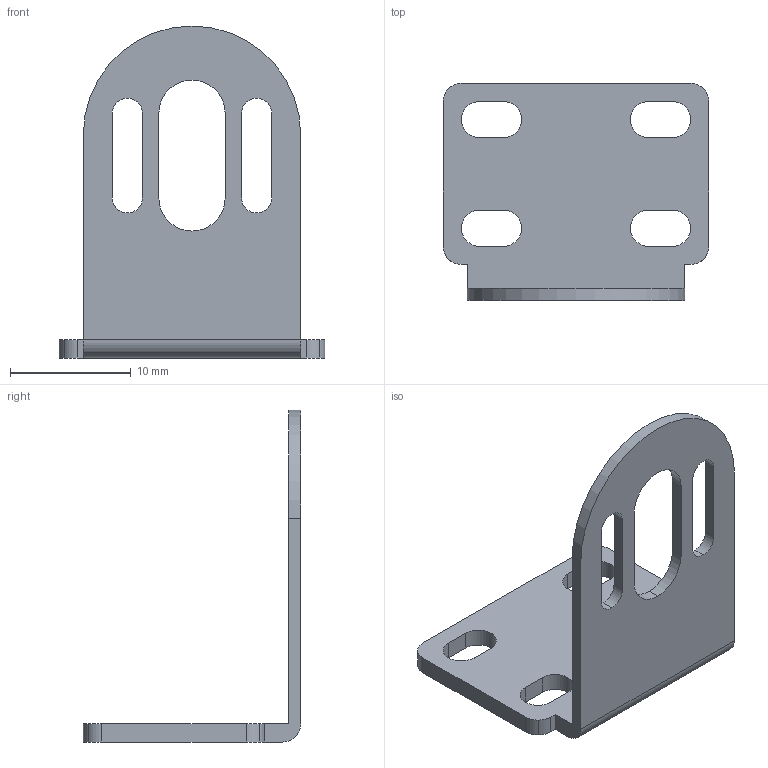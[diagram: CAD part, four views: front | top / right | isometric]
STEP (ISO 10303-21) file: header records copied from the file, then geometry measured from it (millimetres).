
FILE_DESCRIPTION (( 'STEP AP214' ), '1' );
FILE_NAME ('蜊輛晤鎢ん盓殤.STEP', '2024-12-18T05:57:25', ( '' ), ( '' ), 'SwSTEP 2.0', 'SolidWorks 2023', '' );
FILE_SCHEMA (( 'AUTOMOTIVE_DESIGN' ));
Length unit declared in the file: millimetre
Products named in the file (1): 改进编码器支架
Bounding box: 22 x 18 x 27.5 mm (x, y, z)
Volume: 812.2 mm3; surface area: 1615.3 mm2
Topology: 1 solids, 1 shells, 53 faces, 153 edges, 102 vertices
Faces by surface type: cylinder 28, plane 25
Entity records: 1814 total; most frequent: DIRECTION 317, CARTESIAN_POINT 309, ORIENTED_EDGE 306, EDGE_CURVE 153, AXIS2_PLACEMENT_3D 110, VERTEX_POINT 102, LINE 97, VECTOR 97
